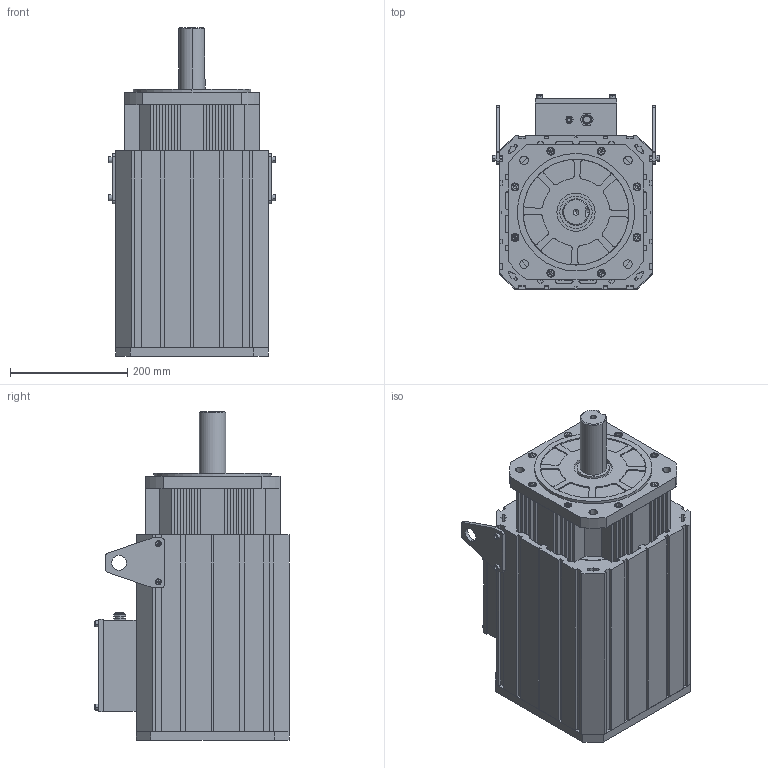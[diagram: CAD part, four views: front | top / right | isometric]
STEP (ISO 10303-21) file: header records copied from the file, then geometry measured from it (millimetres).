
FILE_DESCRIPTION (( 'STEP AP214' ), '1' );
FILE_NAME ('230SFM-E95515.STEP', '2022-02-08T03:33:28', ( '' ), ( '' ), 'SwSTEP 2.0', 'SolidWorks 2020', '' );
FILE_SCHEMA (( 'AUTOMOTIVE_DESIGN' ));
Length unit declared in the file: millimetre
Products named in the file (16): hexagon socket head cap screws gb_GB_FASTENER_SCREWS_HSHCS M6X10-N; 230SFM-E95515; 綴裔; M8滅阨諉芛; 褲极; 230儂旯; hexagon socket head cap screws gb_ M6; 傷裔02; hexagon socket head cap screws gb_GB_FASTENER_SCREWS_HSHCS M6X20-N; 傷裔01; ヶ傷裔睿堤粣; 堤粣; hexagon socket head cap screws gb_GB_FASTENER_SCREWS_HSHCS M8X30-N; M12滅阨諉芛; 嘐隅賦凳; 200炵蹈晤鎢ん俋褲
Assembly tree (28 placements, depth 3):
  230SFM-E95515
    ヶ傷裔睿堤粣
      傷裔02
      堤粣
      傷裔01
      hexagon socket head cap screws gb_ M6
      hexagon socket head cap screws gb_GB_FASTENER_SCREWS_HSHCS M8X30-N  x7
    230儂旯
    褲极
    綴裔
    嘐隅賦凳  x2
    hexagon socket head cap screws gb_GB_FASTENER_SCREWS_HSHCS M6X10-N  x4
    hexagon socket head cap screws gb_GB_FASTENER_SCREWS_HSHCS M6X20-N  x4
    M8滅阨諉芛
    200炵蹈晤鎢ん俋褲
    M12滅阨諉芛
Bounding box: 284.5 x 330.5 x 560 mm (x, y, z)
Volume: 15106598.6 mm3; surface area: 1867624.2 mm2
Topology: 27 solids, 27 shells, 1188 faces, 3102 edges, 1995 vertices
Faces by surface type: plane 753, cylinder 330, cone 69, torus 36
Entity records: 28861 total; most frequent: CARTESIAN_POINT 4881, DIRECTION 4784, ORIENTED_EDGE 4732, EDGE_CURVE 2366, VECTOR 1740, LINE 1740, VERTEX_POINT 1563, AXIS2_PLACEMENT_3D 1522
